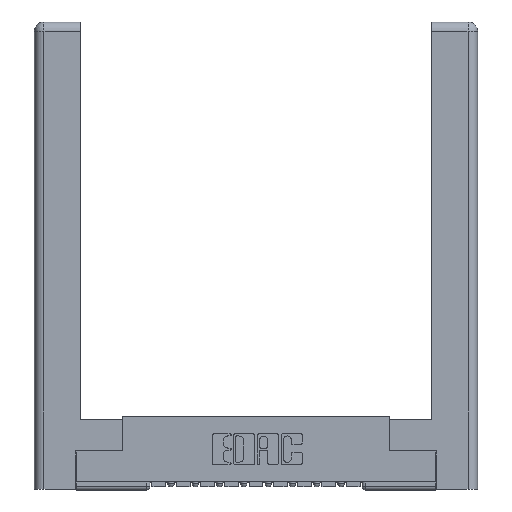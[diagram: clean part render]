
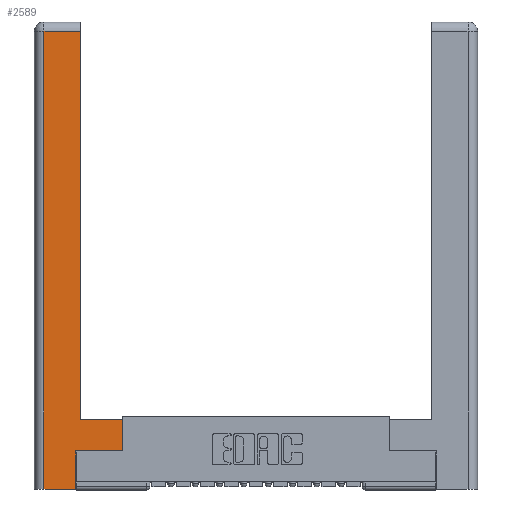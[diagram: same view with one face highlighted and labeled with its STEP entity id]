
A CAD part, top view. The second image highlights one B-rep face of the part: STEP entity #2589.
In plain terms, the highlighted planar face has unit normal (0, 0, 1).
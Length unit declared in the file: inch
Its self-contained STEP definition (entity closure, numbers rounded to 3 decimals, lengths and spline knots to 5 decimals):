
#115 = LINE ( 'NONE', #8052, #4572 ) ;
#130 = LINE ( 'NONE', #8908, #1979 ) ;
#297 = VECTOR ( 'NONE', #322, 39.37008 ) ;
#322 = DIRECTION ( 'NONE',  ( 0., 1., 0. ) ) ;
#583 = LINE ( 'NONE', #15025, #6131 ) ;
#673 = ORIENTED_EDGE ( 'NONE', *, *, #2932, .T. ) ;
#694 = DIRECTION ( 'NONE',  ( -1., 0., 0. ) ) ;
#1434 = DIRECTION ( 'NONE',  ( 0., -1., 0. ) ) ;
#1516 = ORIENTED_EDGE ( 'NONE', *, *, #14358, .T. ) ;
#1979 = VECTOR ( 'NONE', #694, 39.37008 ) ;
#2453 = EDGE_CURVE ( 'NONE', #15035, #5474, #2632, .T. ) ;
#2589 = ADVANCED_FACE ( 'NONE', ( #10836 ), #15247, .F. ) ;
#2632 = LINE ( 'NONE', #13843, #14918 ) ;
#2932 = EDGE_CURVE ( 'NONE', #8315, #12332, #583, .T. ) ;
#3095 = ORIENTED_EDGE ( 'NONE', *, *, #2453, .T. ) ;
#3426 = ORIENTED_EDGE ( 'NONE', *, *, #7722, .T. ) ;
#3435 = DIRECTION ( 'NONE',  ( 0., 0., -1. ) ) ;
#4463 = DIRECTION ( 'NONE',  ( 0., 1., 0. ) ) ;
#4572 = VECTOR ( 'NONE', #4463, 39.37008 ) ;
#5217 = CARTESIAN_POINT ( 'NONE',  ( 0.295, 2.94, 0. ) ) ;
#5346 = VECTOR ( 'NONE', #8167, 39.37008 ) ;
#5474 = VERTEX_POINT ( 'NONE', #5217 ) ;
#5552 = CARTESIAN_POINT ( 'NONE',  ( 0.265, 0., 0. ) ) ;
#6071 = VECTOR ( 'NONE', #7751, 39.37008 ) ;
#6131 = VECTOR ( 'NONE', #6662, 39.37008 ) ;
#6662 = DIRECTION ( 'NONE',  ( 1., 0., 0. ) ) ;
#7036 = LINE ( 'NONE', #14029, #5346 ) ;
#7367 = EDGE_LOOP ( 'NONE', ( #3095, #9029, #3426, #9477, #1516, #673, #8118, #7453 ) ) ;
#7452 = CARTESIAN_POINT ( 'NONE',  ( 0.565, 0.45, 0. ) ) ;
#7453 = ORIENTED_EDGE ( 'NONE', *, *, #10114, .T. ) ;
#7722 = EDGE_CURVE ( 'NONE', #13246, #13745, #10109, .T. ) ;
#7751 = DIRECTION ( 'NONE',  ( 1., 0., 0. ) ) ;
#8052 = CARTESIAN_POINT ( 'NONE',  ( 0.265, 0.245, 0. ) ) ;
#8118 = ORIENTED_EDGE ( 'NONE', *, *, #14692, .T. ) ;
#8167 = DIRECTION ( 'NONE',  ( -1., 0., 0. ) ) ;
#8315 = VERTEX_POINT ( 'NONE', #8571 ) ;
#8571 = CARTESIAN_POINT ( 'NONE',  ( 0.265, 0.245, 0. ) ) ;
#8908 = CARTESIAN_POINT ( 'NONE',  ( 0.0615, 2.94, 0. ) ) ;
#9029 = ORIENTED_EDGE ( 'NONE', *, *, #14281, .T. ) ;
#9084 = LINE ( 'NONE', #12480, #6071 ) ;
#9221 = CARTESIAN_POINT ( 'NONE',  ( 0.565, 0.245, 0. ) ) ;
#9449 = DIRECTION ( 'NONE',  ( -1., 0., 0. ) ) ;
#9477 = ORIENTED_EDGE ( 'NONE', *, *, #10388, .T. ) ;
#10062 = VERTEX_POINT ( 'NONE', #11760 ) ;
#10109 = LINE ( 'NONE', #12183, #12323 ) ;
#10114 = EDGE_CURVE ( 'NONE', #10062, #15035, #7036, .T. ) ;
#10388 = EDGE_CURVE ( 'NONE', #13745, #14447, #9084, .T. ) ;
#10549 = CARTESIAN_POINT ( 'NONE',  ( 0.0615, 0., 0. ) ) ;
#10836 = FACE_OUTER_BOUND ( 'NONE', #7367, .T. ) ;
#11257 = LINE ( 'NONE', #7452, #297 ) ;
#11564 = DIRECTION ( 'NONE',  ( 0., 1., 0. ) ) ;
#11742 = CARTESIAN_POINT ( 'NONE',  ( 0.295, 0.45, 0. ) ) ;
#11760 = CARTESIAN_POINT ( 'NONE',  ( 0.565, 0.45, 0. ) ) ;
#11882 = CARTESIAN_POINT ( 'NONE',  ( 0., 0., 0. ) ) ;
#12183 = CARTESIAN_POINT ( 'NONE',  ( 0.0615, 0., 0. ) ) ;
#12323 = VECTOR ( 'NONE', #1434, 39.37008 ) ;
#12332 = VERTEX_POINT ( 'NONE', #9221 ) ;
#12480 = CARTESIAN_POINT ( 'NONE',  ( 0.265, 0., 0. ) ) ;
#13246 = VERTEX_POINT ( 'NONE', #14446 ) ;
#13745 = VERTEX_POINT ( 'NONE', #10549 ) ;
#13843 = CARTESIAN_POINT ( 'NONE',  ( 0.295, 3., 0. ) ) ;
#14029 = CARTESIAN_POINT ( 'NONE',  ( 0.295, 0.45, 0. ) ) ;
#14281 = EDGE_CURVE ( 'NONE', #5474, #13246, #130, .T. ) ;
#14358 = EDGE_CURVE ( 'NONE', #14447, #8315, #115, .T. ) ;
#14446 = CARTESIAN_POINT ( 'NONE',  ( 0.0615, 2.94, 0. ) ) ;
#14447 = VERTEX_POINT ( 'NONE', #5552 ) ;
#14692 = EDGE_CURVE ( 'NONE', #12332, #10062, #11257, .T. ) ;
#14918 = VECTOR ( 'NONE', #11564, 39.37008 ) ;
#15025 = CARTESIAN_POINT ( 'NONE',  ( 0.565, 0.245, 0. ) ) ;
#15035 = VERTEX_POINT ( 'NONE', #11742 ) ;
#15247 = PLANE ( 'NONE',  #15403 ) ;
#15403 = AXIS2_PLACEMENT_3D ( 'NONE', #11882, #3435, #9449 ) ;
